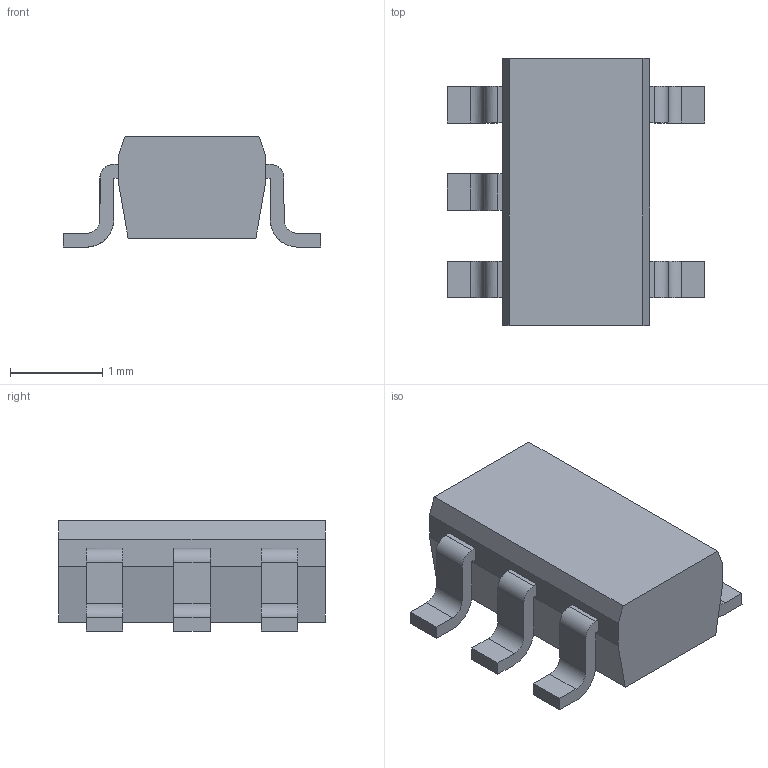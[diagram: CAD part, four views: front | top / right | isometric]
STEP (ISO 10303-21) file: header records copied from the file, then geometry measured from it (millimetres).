
FILE_DESCRIPTION(/* description */ (''),/* implementation_level */ '2;1');
FILE_NAME(/* name */ 'PCB1',/* time_stamp */ '2016-08-29T15:51:19+08:00',/* author */ (''),/* organization */ (''),/* preprocessor_version */ 'ST-DEVELOPER v15',/* originating_system */ '',/* authorisation */ '');
FILE_SCHEMA (('AUTOMOTIVE_DESIGN_CC2'));
Length unit declared in the file: millimetre
Products named in the file (1): Document
Bounding box: 2.8 x 2.9 x 1.2 mm (x, y, z)
Volume: 5.2 mm3; surface area: 25.4 mm2
Topology: 6 solids, 6 shells, 79 faces, 201 edges, 134 vertices
Faces by surface type: plane 60, bspline 19
Entity records: 2407 total; most frequent: CARTESIAN_POINT 1010, ORIENTED_EDGE 402, EDGE_CURVE 201, B_SPLINE_CURVE_WITH_KNOTS 154, VERTEX_POINT 134, ADVANCED_FACE 79, FACE_OUTER_BOUND 79, EDGE_LOOP 79
